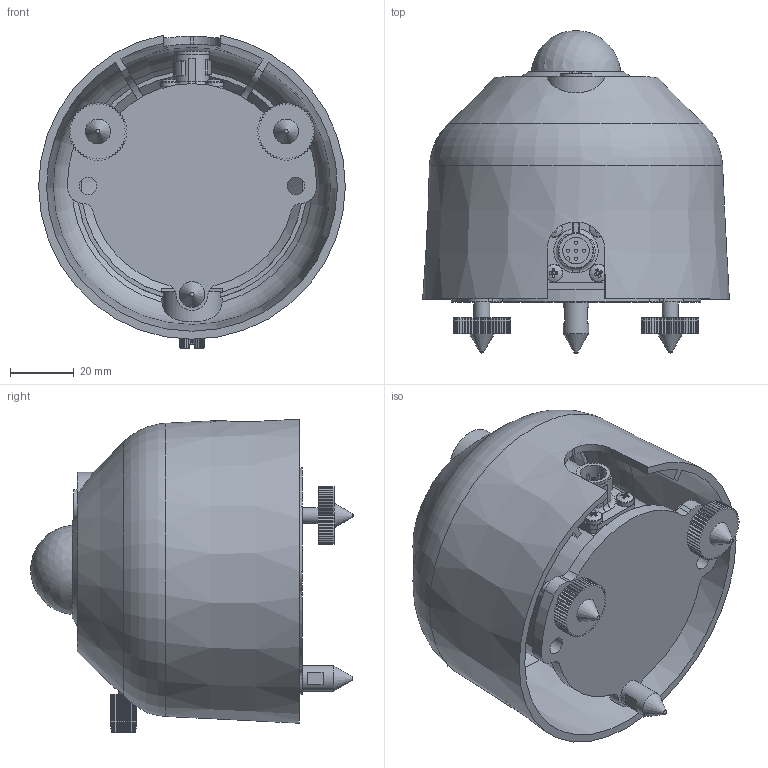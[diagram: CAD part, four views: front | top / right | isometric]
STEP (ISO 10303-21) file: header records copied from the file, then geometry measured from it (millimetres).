
FILE_DESCRIPTION (( 'STEP AP203' ), '1' );
FILE_NAME ('MS-40_Model.STEP', '2020-09-29T07:38:47', ( '' ), ( '' ), 'SwSTEP 2.0', 'SolidWorks 2017', '' );
FILE_SCHEMA (( 'CONFIG_CONTROL_DESIGN' ));
Length unit declared in the file: millimetre
Products named in the file (1): MS-40_Model
Bounding box: 96 x 100.9 x 98.15 mm (x, y, z)
Volume: 248002.5 mm3; surface area: 67669.6 mm2
Topology: 3 solids, 3 shells, 832 faces, 2231 edges, 1436 vertices
Faces by surface type: plane 484, cylinder 236, cone 91, sphere 8, torus 7, bspline 6
Full cylindrical faces by diameter (mm): 1 x5, 2.5 x1, 3 x1, 3.5 x1, 3.9 x1, 5 x4, 5.5 x2, 5.6 x4, 8 x1, 8.3 x1, 10 x1, 10.7 x1, 10.9 x1, 57 x1, 59 x1
Entity records: 26401 total; most frequent: CARTESIAN_POINT 5781, ORIENTED_EDGE 4310, DIRECTION 4271, EDGE_CURVE 2155, AXIS2_PLACEMENT_3D 1498, VERTEX_POINT 1408, LINE 1275, VECTOR 1275
